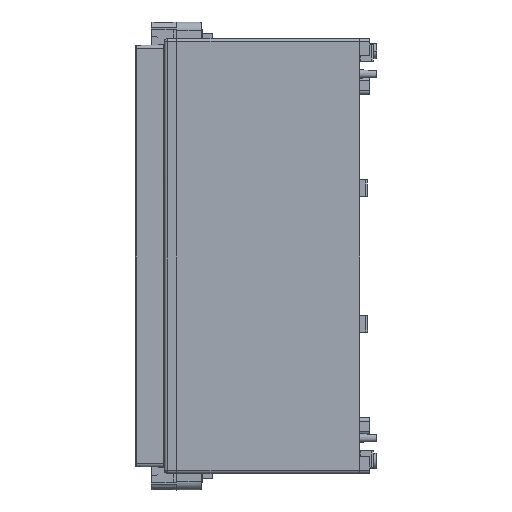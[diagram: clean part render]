
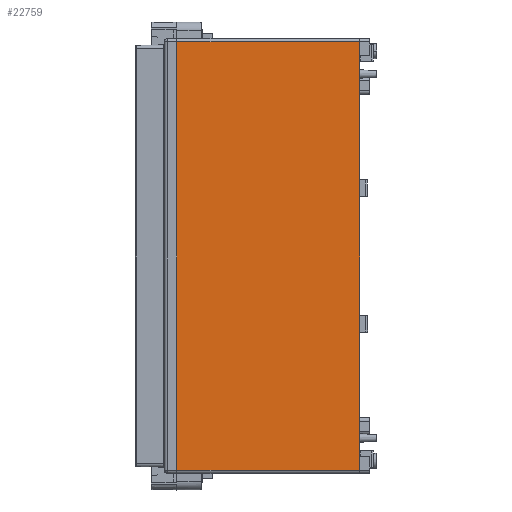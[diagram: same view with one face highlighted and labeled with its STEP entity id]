
A CAD part, left-side view. The second image highlights one B-rep face of the part: STEP entity #22759.
In plain terms, the highlighted planar face has unit normal (-1, 0, 0).
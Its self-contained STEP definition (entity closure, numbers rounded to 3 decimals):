
#2503 = PLANE ( 'NONE',  #59629 ) ;
#2504 = CARTESIAN_POINT ( 'NONE',  ( 1180.336, 52.644, 2.61 ) ) ;
#2505 = DIRECTION ( 'NONE',  ( 1., 0., 0. ) ) ;
#2506 = DIRECTION ( 'NONE',  ( 0., 0., -1. ) ) ;
#5420 = EDGE_CURVE ( 'NONE', #8894, #8900, #44690, .T. ) ;
#6063 = EDGE_CURVE ( 'NONE', #8894, #9063, #25212, .T. ) ;
#8894 = VERTEX_POINT ( 'NONE', #52819 ) ;
#8900 = VERTEX_POINT ( 'NONE', #52825 ) ;
#9063 = VERTEX_POINT ( 'NONE', #52988 ) ;
#9164 = EDGE_CURVE ( 'NONE', #15041, #8900, #25304, .T. ) ;
#9166 = EDGE_CURVE ( 'NONE', #9063, #15041, #53245, .T. ) ;
#15041 = VERTEX_POINT ( 'NONE', #62996 ) ;
#22759 = ADVANCED_FACE ( 'NONE', ( #59624 ), #2503, .F. ) ;
#25212 = B_SPLINE_CURVE_WITH_KNOTS ( 'NONE', 3,
 ( #51219, #51220, #51221, #51222 ),
 .UNSPECIFIED., .F., .F.,
 ( 4, 4 ),
 ( 0., 1. ),
 .UNSPECIFIED. ) ;
#25304 = B_SPLINE_CURVE_WITH_KNOTS ( 'NONE', 3,
 ( #53230, #53231, #53232, #53233 ),
 .UNSPECIFIED., .F., .F.,
 ( 4, 4 ),
 ( 0., 1. ),
 .UNSPECIFIED. ) ;
#34739 = EDGE_LOOP ( 'NONE', ( #36963, #36964, #36965, #36962 ) ) ;
#36962 = ORIENTED_EDGE ( 'NONE', *, *, #9166, .F. ) ;
#36963 = ORIENTED_EDGE ( 'NONE', *, *, #6063, .F. ) ;
#36964 = ORIENTED_EDGE ( 'NONE', *, *, #5420, .T. ) ;
#36965 = ORIENTED_EDGE ( 'NONE', *, *, #9164, .F. ) ;
#42228 = VECTOR ( 'NONE', #44692, 1000. ) ;
#42576 = VECTOR ( 'NONE', #53247, 1000. ) ;
#44690 = LINE ( 'NONE', #44691, #42228 ) ;
#44691 = CARTESIAN_POINT ( 'NONE',  ( 1180.336, -1.356, 2.61 ) ) ;
#44692 = DIRECTION ( 'NONE',  ( 0., 0., 1. ) ) ;
#51219 = CARTESIAN_POINT ( 'NONE',  ( 1180.336, -1.356, -123.89 ) ) ;
#51220 = CARTESIAN_POINT ( 'NONE',  ( 1180.336, 34.644, -123.89 ) ) ;
#51221 = CARTESIAN_POINT ( 'NONE',  ( 1180.336, 70.644, -123.89 ) ) ;
#51222 = CARTESIAN_POINT ( 'NONE',  ( 1180.336, 106.644, -123.89 ) ) ;
#52819 = CARTESIAN_POINT ( 'NONE',  ( 1180.336, -1.356, -123.89 ) ) ;
#52825 = CARTESIAN_POINT ( 'NONE',  ( 1180.336, -1.356, 129.11 ) ) ;
#52988 = CARTESIAN_POINT ( 'NONE',  ( 1180.336, 106.644, -123.89 ) ) ;
#53230 = CARTESIAN_POINT ( 'NONE',  ( 1180.336, 106.644, 129.11 ) ) ;
#53231 = CARTESIAN_POINT ( 'NONE',  ( 1180.336, 70.644, 129.11 ) ) ;
#53232 = CARTESIAN_POINT ( 'NONE',  ( 1180.336, 34.644, 129.11 ) ) ;
#53233 = CARTESIAN_POINT ( 'NONE',  ( 1180.336, -1.356, 129.11 ) ) ;
#53245 = LINE ( 'NONE', #53246, #42576 ) ;
#53246 = CARTESIAN_POINT ( 'NONE',  ( 1180.336, 106.644, 2.61 ) ) ;
#53247 = DIRECTION ( 'NONE',  ( 0., 0., 1. ) ) ;
#59624 = FACE_OUTER_BOUND ( 'NONE', #34739, .T. ) ;
#59629 = AXIS2_PLACEMENT_3D ( 'NONE', #2504, #2505, #2506 ) ;
#62996 = CARTESIAN_POINT ( 'NONE',  ( 1180.336, 106.644, 129.11 ) ) ;
